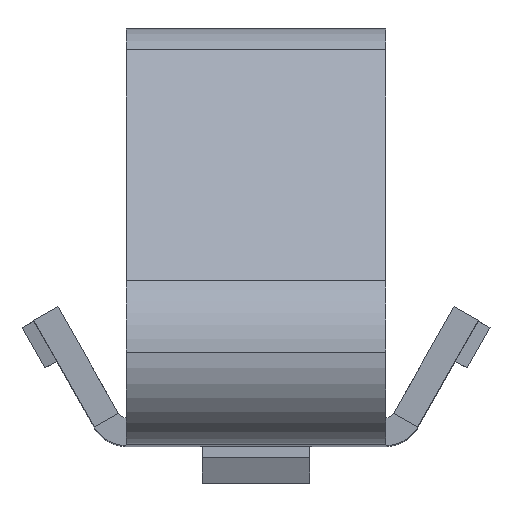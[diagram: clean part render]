
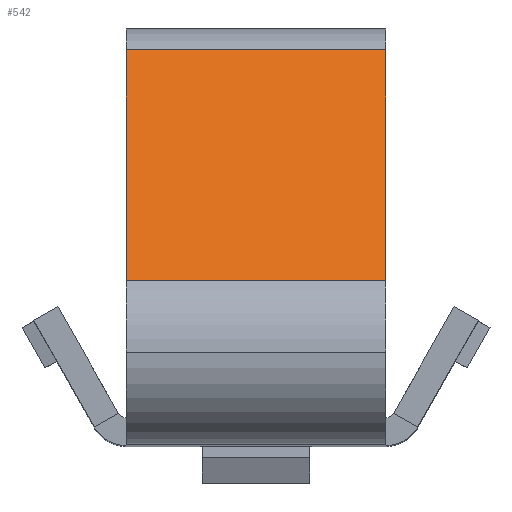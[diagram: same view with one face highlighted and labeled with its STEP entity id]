
A CAD part, top view. The second image highlights one B-rep face of the part: STEP entity #542.
In plain terms, the highlighted planar face has unit normal (0, 0.772, 0.636).
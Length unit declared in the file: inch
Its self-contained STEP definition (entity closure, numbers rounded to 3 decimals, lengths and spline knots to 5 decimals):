
#34 = EDGE_CURVE ( 'NONE', #2605, #2382, #369, .T. ) ;
#89 = CARTESIAN_POINT ( 'NONE',  ( 0.07, -0.02392, 0.2818 ) ) ;
#161 = EDGE_CURVE ( 'NONE', #2232, #2605, #2015, .T. ) ;
#200 = DIRECTION ( 'NONE',  ( 0., 0.636, -0.772 ) ) ;
#219 = DIRECTION ( 'NONE',  ( 0., -0.772, -0.636 ) ) ;
#252 = VECTOR ( 'NONE', #1040, 39.37008 ) ;
#348 = EDGE_LOOP ( 'NONE', ( #1519, #2169, #2088, #1734 ) ) ;
#369 = LINE ( 'NONE', #1027, #844 ) ;
#375 = VERTEX_POINT ( 'NONE', #971 ) ;
#456 = VECTOR ( 'NONE', #479, 39.37008 ) ;
#479 = DIRECTION ( 'NONE',  ( 0., -0.636, 0.772 ) ) ;
#542 = ADVANCED_FACE ( 'NONE', ( #1374 ), #1796, .F. ) ;
#669 = CARTESIAN_POINT ( 'NONE',  ( -0.07, 0.10108, 0.13017 ) ) ;
#690 = AXIS2_PLACEMENT_3D ( 'NONE', #2027, #219, #200 ) ;
#735 = EDGE_CURVE ( 'NONE', #2232, #375, #2091, .T. ) ;
#844 = VECTOR ( 'NONE', #2244, 39.37008 ) ;
#902 = CARTESIAN_POINT ( 'NONE',  ( -0.07, -0.02392, 0.2818 ) ) ;
#971 = CARTESIAN_POINT ( 'NONE',  ( 0.07, 0.10108, 0.13017 ) ) ;
#1027 = CARTESIAN_POINT ( 'NONE',  ( -0.07, -0.02392, 0.2818 ) ) ;
#1040 = DIRECTION ( 'NONE',  ( 1., 0., 0. ) ) ;
#1240 = CARTESIAN_POINT ( 'NONE',  ( -0.07, 0.10108, 0.13017 ) ) ;
#1278 = CARTESIAN_POINT ( 'NONE',  ( -0.07, 0.10108, 0.13017 ) ) ;
#1374 = FACE_OUTER_BOUND ( 'NONE', #348, .T. ) ;
#1519 = ORIENTED_EDGE ( 'NONE', *, *, #34, .T. ) ;
#1695 = CARTESIAN_POINT ( 'NONE',  ( 0.07, 0.10108, 0.13017 ) ) ;
#1734 = ORIENTED_EDGE ( 'NONE', *, *, #161, .T. ) ;
#1796 = PLANE ( 'NONE',  #690 ) ;
#1895 = DIRECTION ( 'NONE',  ( 0., -0.636, 0.772 ) ) ;
#2015 = LINE ( 'NONE', #669, #2274 ) ;
#2027 = CARTESIAN_POINT ( 'NONE',  ( -0.07, 0.10108, 0.13017 ) ) ;
#2088 = ORIENTED_EDGE ( 'NONE', *, *, #735, .F. ) ;
#2091 = LINE ( 'NONE', #1240, #252 ) ;
#2169 = ORIENTED_EDGE ( 'NONE', *, *, #2289, .F. ) ;
#2188 = LINE ( 'NONE', #1695, #456 ) ;
#2232 = VERTEX_POINT ( 'NONE', #1278 ) ;
#2244 = DIRECTION ( 'NONE',  ( 1., 0., 0. ) ) ;
#2274 = VECTOR ( 'NONE', #1895, 39.37008 ) ;
#2289 = EDGE_CURVE ( 'NONE', #375, #2382, #2188, .T. ) ;
#2382 = VERTEX_POINT ( 'NONE', #89 ) ;
#2605 = VERTEX_POINT ( 'NONE', #902 ) ;
